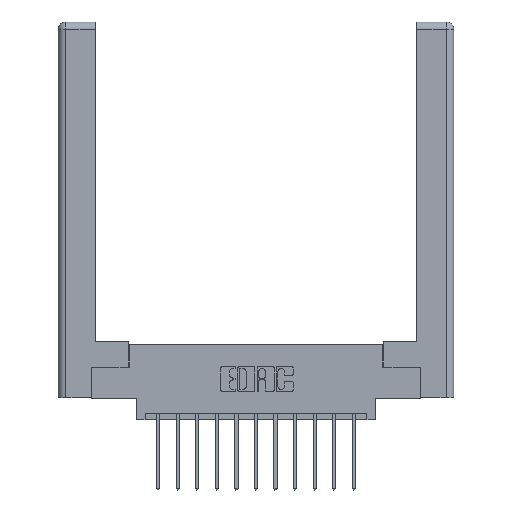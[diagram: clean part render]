
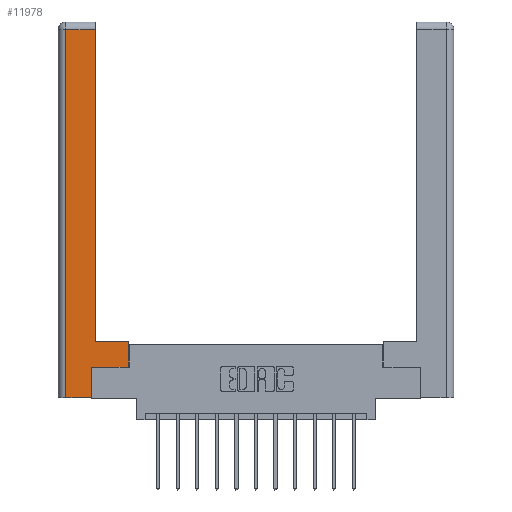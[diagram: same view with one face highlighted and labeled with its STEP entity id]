
A CAD part, top view. The second image highlights one B-rep face of the part: STEP entity #11978.
In plain terms, the highlighted planar face has unit normal (0, 0, 1).
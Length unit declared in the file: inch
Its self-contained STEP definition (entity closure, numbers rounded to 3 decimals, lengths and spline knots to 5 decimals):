
#276 = CARTESIAN_POINT ( 'NONE',  ( 0., 0., 0. ) ) ;
#464 = LINE ( 'NONE', #4575, #12165 ) ;
#962 = EDGE_CURVE ( 'NONE', #11395, #3625, #12128, .T. ) ;
#1058 = EDGE_CURVE ( 'NONE', #3963, #13478, #3396, .T. ) ;
#1262 = DIRECTION ( 'NONE',  ( 0., 1., 0. ) ) ;
#1428 = EDGE_CURVE ( 'NONE', #13478, #14225, #14905, .T. ) ;
#1452 = CARTESIAN_POINT ( 'NONE',  ( 0.0615, 2.94, 0. ) ) ;
#1821 = LINE ( 'NONE', #2245, #3687 ) ;
#2245 = CARTESIAN_POINT ( 'NONE',  ( 0.565, 0.45, 0. ) ) ;
#2305 = DIRECTION ( 'NONE',  ( 0., 1., 0. ) ) ;
#2631 = VECTOR ( 'NONE', #11884, 39.37008 ) ;
#3256 = ORIENTED_EDGE ( 'NONE', *, *, #1428, .T. ) ;
#3396 = LINE ( 'NONE', #1452, #11385 ) ;
#3460 = LINE ( 'NONE', #12063, #13320 ) ;
#3625 = VERTEX_POINT ( 'NONE', #5085 ) ;
#3687 = VECTOR ( 'NONE', #2305, 39.37008 ) ;
#3743 = ORIENTED_EDGE ( 'NONE', *, *, #6806, .T. ) ;
#3872 = DIRECTION ( 'NONE',  ( 0., 0., -1. ) ) ;
#3963 = VERTEX_POINT ( 'NONE', #12618 ) ;
#4239 = VECTOR ( 'NONE', #15227, 39.37008 ) ;
#4333 = ORIENTED_EDGE ( 'NONE', *, *, #12591, .T. ) ;
#4406 = ORIENTED_EDGE ( 'NONE', *, *, #6785, .T. ) ;
#4512 = CARTESIAN_POINT ( 'NONE',  ( 0.0615, 2.94, 0. ) ) ;
#4575 = CARTESIAN_POINT ( 'NONE',  ( 0.295, 0.45, 0. ) ) ;
#4655 = CARTESIAN_POINT ( 'NONE',  ( 0.0615, 0., 0. ) ) ;
#5085 = CARTESIAN_POINT ( 'NONE',  ( 0.265, 0.245, 0. ) ) ;
#5524 = VERTEX_POINT ( 'NONE', #14637 ) ;
#5902 = CARTESIAN_POINT ( 'NONE',  ( 0.565, 0.245, 0. ) ) ;
#6167 = CARTESIAN_POINT ( 'NONE',  ( 0.295, 3., 0. ) ) ;
#6462 = VECTOR ( 'NONE', #12111, 39.37008 ) ;
#6694 = VERTEX_POINT ( 'NONE', #11861 ) ;
#6785 = EDGE_CURVE ( 'NONE', #14225, #11395, #3460, .T. ) ;
#6806 = EDGE_CURVE ( 'NONE', #6694, #3963, #11262, .T. ) ;
#6948 = EDGE_LOOP ( 'NONE', ( #3743, #14842, #3256, #4406, #9833, #8084, #4333, #7293 ) ) ;
#6957 = CARTESIAN_POINT ( 'NONE',  ( 0.565, 0.245, 0. ) ) ;
#7293 = ORIENTED_EDGE ( 'NONE', *, *, #8127, .T. ) ;
#8084 = ORIENTED_EDGE ( 'NONE', *, *, #12196, .T. ) ;
#8127 = EDGE_CURVE ( 'NONE', #5524, #6694, #464, .T. ) ;
#8176 = DIRECTION ( 'NONE',  ( -1., 0., 0. ) ) ;
#9334 = CARTESIAN_POINT ( 'NONE',  ( 0.0615, 0., 0. ) ) ;
#9833 = ORIENTED_EDGE ( 'NONE', *, *, #962, .T. ) ;
#10746 = FACE_OUTER_BOUND ( 'NONE', #6948, .T. ) ;
#10975 = DIRECTION ( 'NONE',  ( -1., 0., 0. ) ) ;
#11030 = PLANE ( 'NONE',  #14028 ) ;
#11262 = LINE ( 'NONE', #6167, #6462 ) ;
#11385 = VECTOR ( 'NONE', #10975, 39.37008 ) ;
#11395 = VERTEX_POINT ( 'NONE', #15098 ) ;
#11685 = LINE ( 'NONE', #6957, #4239 ) ;
#11861 = CARTESIAN_POINT ( 'NONE',  ( 0.295, 0.45, 0. ) ) ;
#11884 = DIRECTION ( 'NONE',  ( 0., -1., 0. ) ) ;
#11894 = CARTESIAN_POINT ( 'NONE',  ( 0.265, 0.245, 0. ) ) ;
#11921 = DIRECTION ( 'NONE',  ( 1., 0., 0. ) ) ;
#11978 = ADVANCED_FACE ( 'NONE', ( #10746 ), #11030, .F. ) ;
#12063 = CARTESIAN_POINT ( 'NONE',  ( 0.265, 0., 0. ) ) ;
#12111 = DIRECTION ( 'NONE',  ( 0., 1., 0. ) ) ;
#12128 = LINE ( 'NONE', #11894, #12327 ) ;
#12165 = VECTOR ( 'NONE', #8176, 39.37008 ) ;
#12196 = EDGE_CURVE ( 'NONE', #3625, #12634, #11685, .T. ) ;
#12327 = VECTOR ( 'NONE', #1262, 39.37008 ) ;
#12591 = EDGE_CURVE ( 'NONE', #12634, #5524, #1821, .T. ) ;
#12618 = CARTESIAN_POINT ( 'NONE',  ( 0.295, 2.94, 0. ) ) ;
#12634 = VERTEX_POINT ( 'NONE', #5902 ) ;
#13320 = VECTOR ( 'NONE', #11921, 39.37008 ) ;
#13478 = VERTEX_POINT ( 'NONE', #4512 ) ;
#14028 = AXIS2_PLACEMENT_3D ( 'NONE', #276, #3872, #14427 ) ;
#14225 = VERTEX_POINT ( 'NONE', #9334 ) ;
#14427 = DIRECTION ( 'NONE',  ( -1., 0., 0. ) ) ;
#14637 = CARTESIAN_POINT ( 'NONE',  ( 0.565, 0.45, 0. ) ) ;
#14842 = ORIENTED_EDGE ( 'NONE', *, *, #1058, .T. ) ;
#14905 = LINE ( 'NONE', #4655, #2631 ) ;
#15098 = CARTESIAN_POINT ( 'NONE',  ( 0.265, 0., 0. ) ) ;
#15227 = DIRECTION ( 'NONE',  ( 1., 0., 0. ) ) ;
